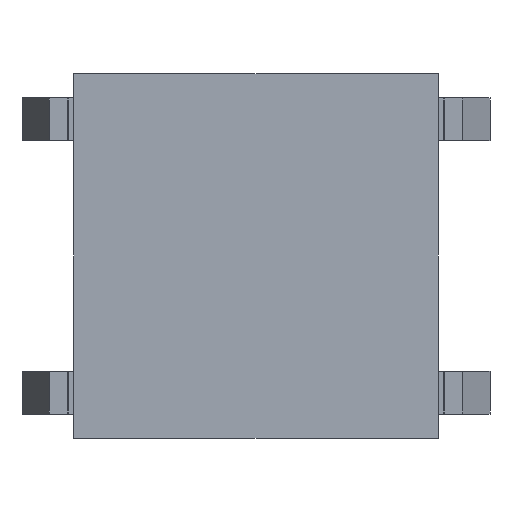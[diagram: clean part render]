
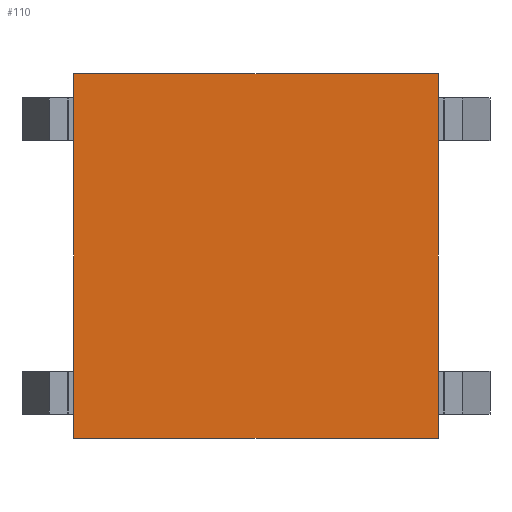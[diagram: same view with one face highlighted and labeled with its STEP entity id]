
A CAD part, front view. The second image highlights one B-rep face of the part: STEP entity #110.
In plain terms, the highlighted planar face has unit normal (0, -1, 0).
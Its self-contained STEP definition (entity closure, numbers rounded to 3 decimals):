
#108 = ORIENTED_EDGE ( 'NONE', *, *, #111, .F. ) ;
#109 = ORIENTED_EDGE ( 'NONE', *, *, #454, .T. ) ;
#110 = ADVANCED_FACE ( 'NONE', ( #888 ), #843, .F. ) ;
#111 = EDGE_CURVE ( 'NONE', #451, #388, #923, .T. ) ;
#114 = ORIENTED_EDGE ( 'NONE', *, *, #272, .F. ) ;
#272 = EDGE_CURVE ( 'NONE', #388, #392, #1270, .T. ) ;
#388 = VERTEX_POINT ( 'NONE', #1523 ) ;
#392 = VERTEX_POINT ( 'NONE', #1521 ) ;
#399 = ORIENTED_EDGE ( 'NONE', *, *, #403, .T. ) ;
#400 = EDGE_LOOP ( 'NONE', ( #399, #114, #108, #109 ) ) ;
#403 = EDGE_CURVE ( 'NONE', #452, #392, #1565, .T. ) ;
#451 = VERTEX_POINT ( 'NONE', #1617 ) ;
#452 = VERTEX_POINT ( 'NONE', #1647 ) ;
#454 = EDGE_CURVE ( 'NONE', #451, #452, #1615, .T. ) ;
#843 = PLANE ( 'NONE',  #881 ) ;
#881 = AXIS2_PLACEMENT_3D ( 'NONE', #922, #921, #920 ) ;
#888 = FACE_OUTER_BOUND ( 'NONE', #400, .T. ) ;
#916 = DIRECTION ( 'NONE',  ( 1., 0., 0. ) ) ;
#917 = VECTOR ( 'NONE', #916, 1000. ) ;
#918 = CARTESIAN_POINT ( 'NONE',  ( -3., 0., 3. ) ) ;
#920 = DIRECTION ( 'NONE',  ( -1., 0., 0. ) ) ;
#921 = DIRECTION ( 'NONE',  ( 0., 1., 0. ) ) ;
#922 = CARTESIAN_POINT ( 'NONE',  ( -3., 0., 3. ) ) ;
#923 = LINE ( 'NONE', #918, #917 ) ;
#1267 = DIRECTION ( 'NONE',  ( 0., 0., -1. ) ) ;
#1268 = VECTOR ( 'NONE', #1267, 1000. ) ;
#1269 = CARTESIAN_POINT ( 'NONE',  ( 3., 0., 3. ) ) ;
#1270 = LINE ( 'NONE', #1269, #1268 ) ;
#1521 = CARTESIAN_POINT ( 'NONE',  ( 3., 0., -3. ) ) ;
#1523 = CARTESIAN_POINT ( 'NONE',  ( 3., 0., 3. ) ) ;
#1562 = DIRECTION ( 'NONE',  ( 1., 0., 0. ) ) ;
#1563 = VECTOR ( 'NONE', #1562, 1000. ) ;
#1564 = CARTESIAN_POINT ( 'NONE',  ( -3., 0., -3. ) ) ;
#1565 = LINE ( 'NONE', #1564, #1563 ) ;
#1615 = LINE ( 'NONE', #1640, #1637 ) ;
#1617 = CARTESIAN_POINT ( 'NONE',  ( -3., 0., 3. ) ) ;
#1636 = DIRECTION ( 'NONE',  ( 0., 0., -1. ) ) ;
#1637 = VECTOR ( 'NONE', #1636, 1000. ) ;
#1640 = CARTESIAN_POINT ( 'NONE',  ( -3., 0., 3. ) ) ;
#1647 = CARTESIAN_POINT ( 'NONE',  ( -3., 0., -3. ) ) ;
